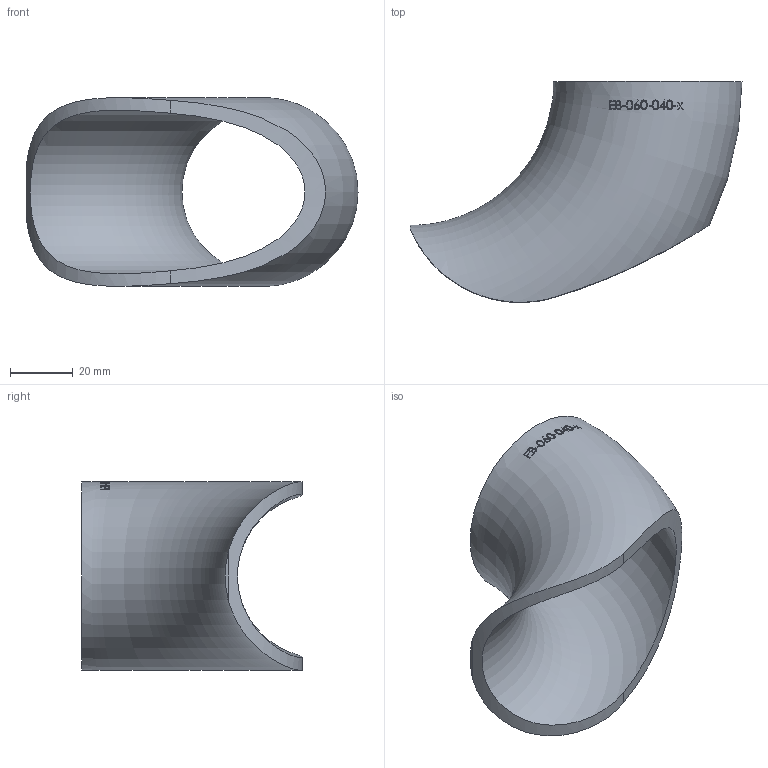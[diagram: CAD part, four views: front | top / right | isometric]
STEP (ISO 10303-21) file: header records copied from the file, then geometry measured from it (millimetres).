
FILE_DESCRIPTION (( 'STEP AP214' ), '1' );
FILE_NAME ('EB-060-040-x Einschweissbogen 2208.STEP', '2022-09-30T08:37:31', ( '' ), ( '' ), 'SwSTEP 2.0', 'SolidWorks 2019', '' );
FILE_SCHEMA (( 'AUTOMOTIVE_DESIGN' ));
Length unit declared in the file: millimetre
Products named in the file (1): EB-060-040-x Einschweissbogen 2208
Bounding box: 106.15 x 70.58 x 60.3 mm (x, y, z)
Volume: 51883.6 mm3; surface area: 27875.4 mm2
Topology: 1 solids, 1 shells, 141 faces, 362 edges, 242 vertices
Faces by surface type: bspline 116, torus 22, plane 2, cylinder 1
Entity records: 17756 total; most frequent: CARTESIAN_POINT 13948, ORIENTED_EDGE 716, EDGE_CURVE 358, B_SPLINE_CURVE_WITH_KNOTS 353, VERTEX_POINT 240, EDGE_LOOP 164, FACE_OUTER_BOUND 143, ADVANCED_FACE 141
